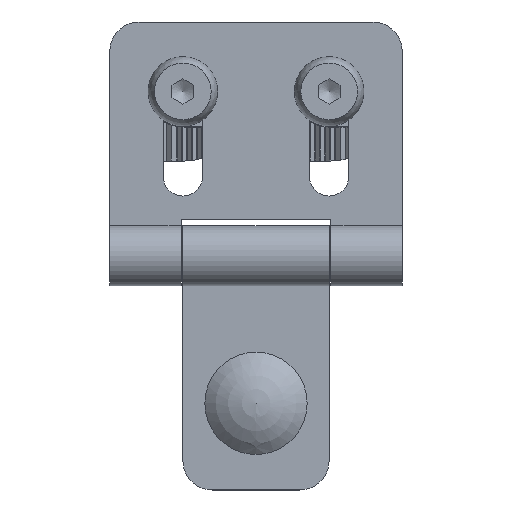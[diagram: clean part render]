
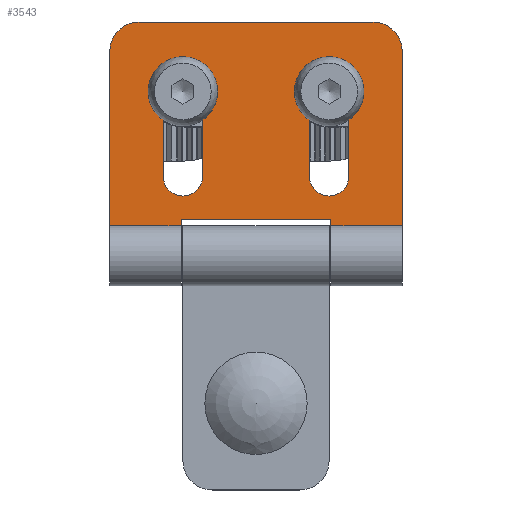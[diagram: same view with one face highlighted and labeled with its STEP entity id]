
A CAD part, top view. The second image highlights one B-rep face of the part: STEP entity #3543.
In plain terms, the highlighted face is planar.
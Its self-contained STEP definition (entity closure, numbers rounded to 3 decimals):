
#3543=ADVANCED_FACE('',(#3900,#3901,#3902),#3903,.F.);
#3900=FACE_BOUND('',#4309,.T.);
#3901=FACE_BOUND('',#4310,.T.);
#3902=FACE_OUTER_BOUND('',#4311,.T.);
#3903=PLANE('',#4312);
#4309=EDGE_LOOP('',(#5507,#5508,#5509,#5510));
#4310=EDGE_LOOP('',(#5511,#5512,#5513,#5514));
#4311=EDGE_LOOP('',(#5515,#5516,#5517,#5518,#5519,#5520,#5521,#5522,#5523,#5524));
#4312=AXIS2_PLACEMENT_3D('',#5525,#5526,#5527);
#5507=ORIENTED_EDGE('',*,*,#6079,.F.);
#5508=ORIENTED_EDGE('',*,*,#6080,.F.);
#5509=ORIENTED_EDGE('',*,*,#6081,.F.);
#5510=ORIENTED_EDGE('',*,*,#6082,.F.);
#5511=ORIENTED_EDGE('',*,*,#6083,.F.);
#5512=ORIENTED_EDGE('',*,*,#6084,.F.);
#5513=ORIENTED_EDGE('',*,*,#6085,.F.);
#5514=ORIENTED_EDGE('',*,*,#6086,.F.);
#5515=ORIENTED_EDGE('',*,*,#6087,.F.);
#5516=ORIENTED_EDGE('',*,*,#6088,.T.);
#5517=ORIENTED_EDGE('',*,*,#6089,.T.);
#5518=ORIENTED_EDGE('',*,*,#6090,.T.);
#5519=ORIENTED_EDGE('',*,*,#6091,.F.);
#5520=ORIENTED_EDGE('',*,*,#6092,.T.);
#5521=ORIENTED_EDGE('',*,*,#6093,.F.);
#5522=ORIENTED_EDGE('',*,*,#6094,.T.);
#5523=ORIENTED_EDGE('',*,*,#6095,.F.);
#5524=ORIENTED_EDGE('',*,*,#6096,.F.);
#5525=CARTESIAN_POINT('',(-4.1,-2.0,20.0));
#5526=DIRECTION('',(0.0,-1.0,0.0));
#5527=DIRECTION('',(0.0,0.0,-1.0));
#6079=EDGE_CURVE('',#6755,#6756,#6757,.T.);
#6080=EDGE_CURVE('',#6758,#6755,#6759,.T.);
#6081=EDGE_CURVE('',#6760,#6758,#6761,.T.);
#6082=EDGE_CURVE('',#6756,#6760,#6762,.T.);
#6083=EDGE_CURVE('',#6763,#6764,#6765,.T.);
#6084=EDGE_CURVE('',#6766,#6763,#6767,.T.);
#6085=EDGE_CURVE('',#6768,#6766,#6769,.T.);
#6086=EDGE_CURVE('',#6764,#6768,#6770,.T.);
#6087=EDGE_CURVE('',#6771,#6772,#6773,.T.);
#6088=EDGE_CURVE('',#6771,#6774,#6775,.T.);
#6089=EDGE_CURVE('',#6774,#6776,#6777,.T.);
#6090=EDGE_CURVE('',#6776,#6778,#6779,.T.);
#6091=EDGE_CURVE('',#6780,#6778,#6781,.T.);
#6092=EDGE_CURVE('',#6780,#6782,#6783,.T.);
#6093=EDGE_CURVE('',#6784,#6782,#6785,.T.);
#6094=EDGE_CURVE('',#6784,#6786,#6787,.T.);
#6095=EDGE_CURVE('',#6788,#6786,#6789,.T.);
#6096=EDGE_CURVE('',#6772,#6788,#6790,.T.);
#6755=VERTEX_POINT('',#7875);
#6756=VERTEX_POINT('',#7876);
#6757=CIRCLE('',#7877,2.7);
#6758=VERTEX_POINT('',#7878);
#6759=LINE('',#7879,#7880);
#6760=VERTEX_POINT('',#7881);
#6761=CIRCLE('',#7882,2.7);
#6762=LINE('',#7883,#7884);
#6763=VERTEX_POINT('',#7885);
#6764=VERTEX_POINT('',#7886);
#6765=CIRCLE('',#7887,2.7);
#6766=VERTEX_POINT('',#7888);
#6767=LINE('',#7889,#7890);
#6768=VERTEX_POINT('',#7891);
#6769=CIRCLE('',#7892,2.7);
#6770=LINE('',#7893,#7894);
#6771=VERTEX_POINT('',#7895);
#6772=VERTEX_POINT('',#7896);
#6773=LINE('',#7897,#7898);
#6774=VERTEX_POINT('',#7899);
#6775=LINE('',#7900,#7901);
#6776=VERTEX_POINT('',#7902);
#6777=LINE('',#7903,#7904);
#6778=VERTEX_POINT('',#7905);
#6779=CIRCLE('',#7906,4.0);
#6780=VERTEX_POINT('',#7907);
#6781=LINE('',#7908,#7909);
#6782=VERTEX_POINT('',#7910);
#6783=CIRCLE('',#7911,4.0);
#6784=VERTEX_POINT('',#7912);
#6785=LINE('',#7913,#7914);
#6786=VERTEX_POINT('',#7915);
#6787=LINE('',#7916,#7917);
#6788=VERTEX_POINT('',#7918);
#6789=LINE('',#7919,#7920);
#6790=LINE('',#7921,#7922);
#7875=CARTESIAN_POINT('',(-24.5,-2.0,-12.7));
#7876=CARTESIAN_POINT('',(-24.5,-2.0,-7.3));
#7877=AXIS2_PLACEMENT_3D('',#8593,#8594,#8595);
#7878=CARTESIAN_POINT('',(-10.9,-2.0,-12.7));
#7879=CARTESIAN_POINT('',(-10.9,-2.0,-12.7));
#7880=VECTOR('',#8596,1.0);
#7881=CARTESIAN_POINT('',(-10.9,-2.0,-7.3));
#7882=AXIS2_PLACEMENT_3D('',#8597,#8598,#8599);
#7883=CARTESIAN_POINT('',(-24.5,-2.0,-7.3));
#7884=VECTOR('',#8600,1.0);
#7885=CARTESIAN_POINT('',(-24.5,-2.0,7.3));
#7886=CARTESIAN_POINT('',(-24.5,-2.0,12.7));
#7887=AXIS2_PLACEMENT_3D('',#8601,#8602,#8603);
#7888=CARTESIAN_POINT('',(-10.9,-2.0,7.3));
#7889=CARTESIAN_POINT('',(-10.9,-2.0,7.3));
#7890=VECTOR('',#8604,1.0);
#7891=CARTESIAN_POINT('',(-10.9,-2.0,12.7));
#7892=AXIS2_PLACEMENT_3D('',#8605,#8606,#8607);
#7893=CARTESIAN_POINT('',(-24.5,-2.0,12.7));
#7894=VECTOR('',#8608,1.0);
#7895=CARTESIAN_POINT('',(-4.1,-2.0,-10.25));
#7896=CARTESIAN_POINT('',(-5.0,-2.0,-10.25));
#7897=CARTESIAN_POINT('',(-4.1,-2.0,-10.25));
#7898=VECTOR('',#8609,1.0);
#7899=CARTESIAN_POINT('',(-4.1,-2.0,-20.0));
#7900=CARTESIAN_POINT('',(-4.1,-2.0,20.0));
#7901=VECTOR('',#8610,1.0);
#7902=CARTESIAN_POINT('',(-28.0,-2.0,-20.0));
#7903=CARTESIAN_POINT('',(-4.1,-2.0,-20.0));
#7904=VECTOR('',#8611,1.0);
#7905=CARTESIAN_POINT('',(-32.0,-2.0,-16.0));
#7906=AXIS2_PLACEMENT_3D('',#8612,#8613,#8614);
#7907=CARTESIAN_POINT('',(-32.0,-2.0,16.0));
#7908=CARTESIAN_POINT('',(-32.0,-2.0,20.0));
#7909=VECTOR('',#8615,1.0);
#7910=CARTESIAN_POINT('',(-28.0,-2.0,20.0));
#7911=AXIS2_PLACEMENT_3D('',#8616,#8617,#8618);
#7912=CARTESIAN_POINT('',(-4.1,-2.0,20.0));
#7913=CARTESIAN_POINT('',(-4.1,-2.0,20.0));
#7914=VECTOR('',#8619,1.0);
#7915=CARTESIAN_POINT('',(-4.1,-2.0,10.25));
#7916=CARTESIAN_POINT('',(-4.1,-2.0,20.0));
#7917=VECTOR('',#8620,1.0);
#7918=CARTESIAN_POINT('',(-5.0,-2.0,10.25));
#7919=CARTESIAN_POINT('',(-4.1,-2.0,10.25));
#7920=VECTOR('',#8621,1.0);
#7921=CARTESIAN_POINT('',(-5.0,-2.0,20.0));
#7922=VECTOR('',#8622,1.0);
#8593=CARTESIAN_POINT('',(-24.5,-2.0,-10.0));
#8594=DIRECTION('',(-0.0,1.0,0.0));
#8595=DIRECTION('',(1.0,0.0,0.0));
#8596=DIRECTION('',(-1.0,0.0,0.0));
#8597=CARTESIAN_POINT('',(-10.9,-2.0,-10.0));
#8598=DIRECTION('',(-0.0,1.0,0.0));
#8599=DIRECTION('',(1.0,0.0,0.0));
#8600=DIRECTION('',(1.0,0.0,0.0));
#8601=CARTESIAN_POINT('',(-24.5,-2.0,10.0));
#8602=DIRECTION('',(-0.0,1.0,0.0));
#8603=DIRECTION('',(1.0,0.0,0.0));
#8604=DIRECTION('',(-1.0,0.0,0.0));
#8605=CARTESIAN_POINT('',(-10.9,-2.0,10.0));
#8606=DIRECTION('',(-0.0,1.0,0.0));
#8607=DIRECTION('',(1.0,0.0,0.0));
#8608=DIRECTION('',(1.0,0.0,0.0));
#8609=DIRECTION('',(-1.0,0.0,0.0));
#8610=DIRECTION('',(0.0,0.0,-1.0));
#8611=DIRECTION('',(-1.0,0.0,0.0));
#8612=CARTESIAN_POINT('',(-28.0,-2.0,-16.0));
#8613=DIRECTION('',(-0.0,1.0,0.0));
#8614=DIRECTION('',(1.0,0.0,0.0));
#8615=DIRECTION('',(0.0,0.0,-1.0));
#8616=CARTESIAN_POINT('',(-28.0,-2.0,16.0));
#8617=DIRECTION('',(-0.0,1.0,0.0));
#8618=DIRECTION('',(1.0,0.0,0.0));
#8619=DIRECTION('',(-1.0,0.0,0.0));
#8620=DIRECTION('',(0.0,0.0,-1.0));
#8621=DIRECTION('',(1.0,0.0,0.0));
#8622=DIRECTION('',(0.0,0.0,1.0));
